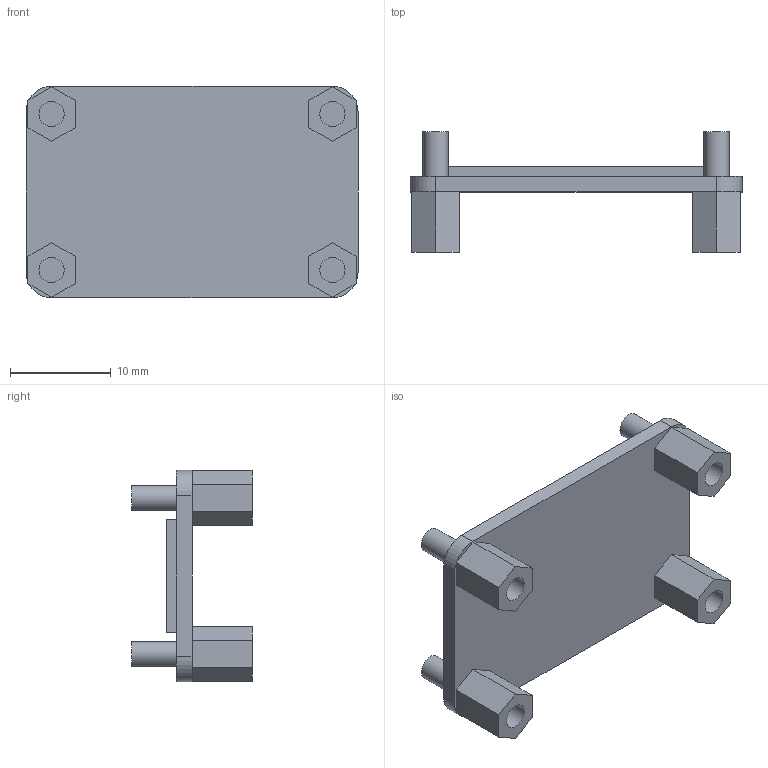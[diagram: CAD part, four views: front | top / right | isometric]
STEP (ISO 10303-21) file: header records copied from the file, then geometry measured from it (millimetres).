
FILE_DESCRIPTION(/* description */ (''),/* implementation_level */ '2;1');
FILE_NAME(/* name */ 'adafruit oled.step',/* time_stamp */ '2022-08-21T23:36:56-06:00',/* author */ (''),/* organization */ (''),/* preprocessor_version */ 'ST-DEVELOPER v19',/* originating_system */ 'Autodesk Translation Framework v11.7.0.108',/* authorisation */ '');
FILE_SCHEMA (('AUTOMOTIVE_DESIGN { 1 0 10303 214 3 1 1 }'));
Length unit declared in the file: millimetre
Products named in the file (1): adafruit oled
Bounding box: 33.02 x 12 x 21.05 mm (x, y, z)
Volume: 1837.2 mm3; surface area: 2552.8 mm2
Topology: 9 solids, 9 shells, 67 faces, 144 edges, 96 vertices
Faces by surface type: plane 51, cylinder 16
Full cylindrical faces by diameter (mm): 2.5 x12
Entity records: 1903 total; most frequent: DIRECTION 312, CARTESIAN_POINT 308, ORIENTED_EDGE 288, EDGE_CURVE 144, LINE 112, VECTOR 112, AXIS2_PLACEMENT_3D 100, VERTEX_POINT 96
